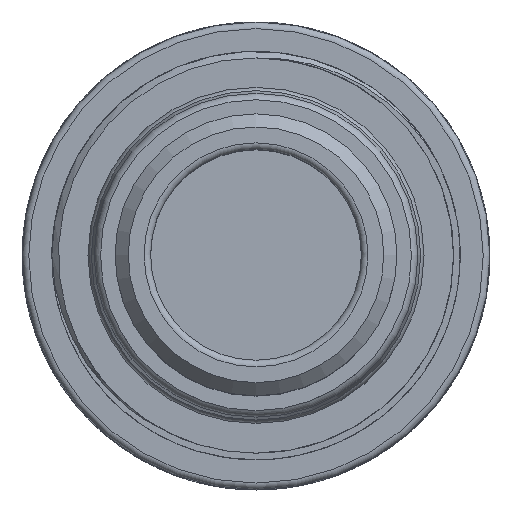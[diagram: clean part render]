
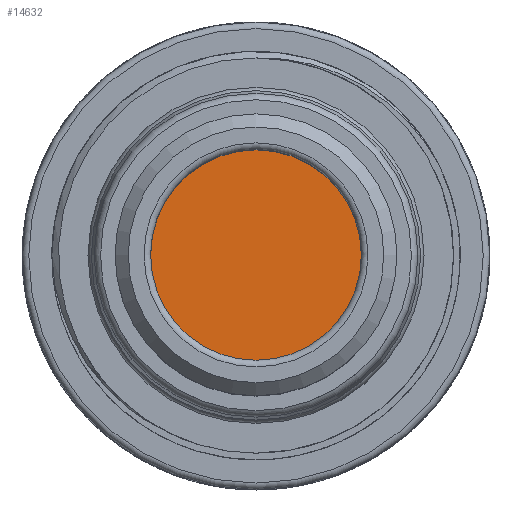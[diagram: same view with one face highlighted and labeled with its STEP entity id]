
A CAD part, top view. The second image highlights one B-rep face of the part: STEP entity #14632.
In plain terms, the highlighted planar face has unit normal (0, 0, 1).
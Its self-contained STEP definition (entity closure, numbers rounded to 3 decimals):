
#2103=PLANE('',#16817);
#2900=FACE_OUTER_BOUND('',#3795,.T.);
#3795=EDGE_LOOP('',(#12817));
#3866=CIRCLE('',#16811,8.);
#6641=VERTEX_POINT('',#26283);
#8707=EDGE_CURVE('',#6641,#6641,#3866,.T.);
#12817=ORIENTED_EDGE('',*,*,#8707,.F.);
#14632=ADVANCED_FACE('',(#2900),#2103,.T.);
#16811=AXIS2_PLACEMENT_3D('',#26285,#21806,#21807);
#16817=AXIS2_PLACEMENT_3D('',#26296,#21820,#21821);
#21806=DIRECTION('center_axis',(0.,0.,-1.));
#21807=DIRECTION('ref_axis',(1.,0.,0.));
#21820=DIRECTION('center_axis',(0.,0.,1.));
#21821=DIRECTION('ref_axis',(1.,0.,0.));
#26283=CARTESIAN_POINT('',(-8.,0.,38.));
#26285=CARTESIAN_POINT('Origin',(0.,0.,38.));
#26296=CARTESIAN_POINT('Origin',(0.,0.,38.));
